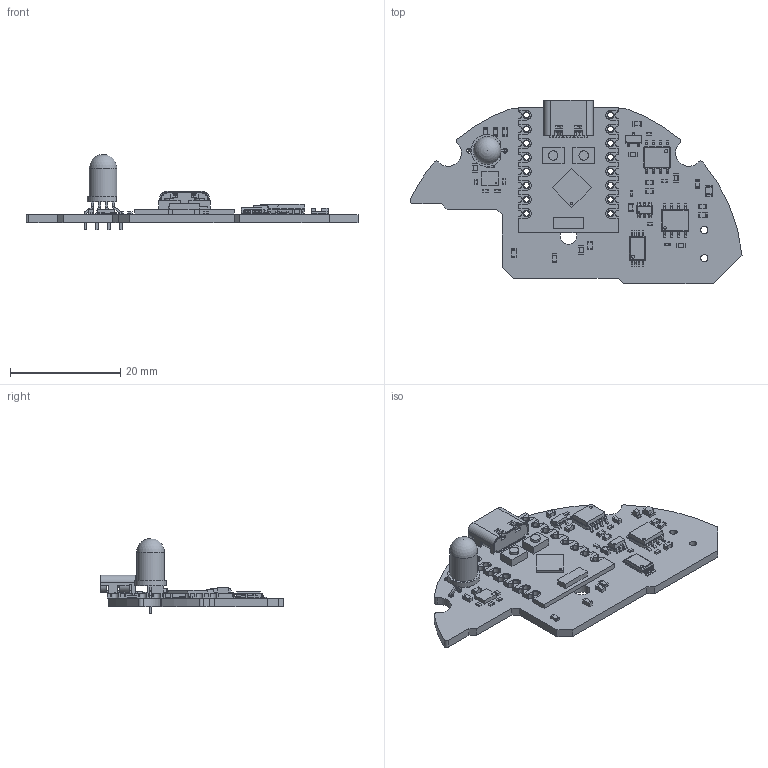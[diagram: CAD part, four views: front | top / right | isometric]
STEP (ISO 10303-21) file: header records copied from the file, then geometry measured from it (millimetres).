
FILE_DESCRIPTION(('KiCad electronic assembly'),'2;1');
FILE_NAME('PCB.step','2025-11-12T13:15:22',('Pcbnew'),('Kicad'), 'Open CASCADE STEP processor 7.9','KiCad to STEP converter','Unknown' );
FILE_SCHEMA(('AUTOMOTIVE_DESIGN { 1 0 10303 214 1 1 1 1 }'));
Length unit declared in the file: millimetre
Products named in the file (18): PCB 1; C_0603_1608Metric; R_0603_1608Metric; R_0402_1005Metric; SOT-23-6; LED_0805_2012Metric; Bosch_LGA-14_3x2.5mm_P0.5mm; LED_0603_1608Metric; TP4056--3DModel-STEP-56544; SOT-23; LED_D5.0mm-4_RGB_Wide_Pins; SOIC-8_3.9x4.9mm_P1.27mm; ESP32-C3 SuperMini--3DModel-STEP-56544; Board c3mini; USB C; components (other)^ESP32-C3 SuperMini; FS8205A--3DModel-STEP-56544; PCB_PCB
Assembly tree (41 placements, depth 3):
  PCB 1
    C_0603_1608Metric  x9
    R_0603_1608Metric  x9
    R_0402_1005Metric  x9
    SOT-23-6
    LED_0805_2012Metric
    Bosch_LGA-14_3x2.5mm_P0.5mm
    LED_0603_1608Metric
    TP4056--3DModel-STEP-56544
    SOT-23
    LED_D5.0mm-4_RGB_Wide_Pins
    SOIC-8_3.9x4.9mm_P1.27mm
    ESP32-C3 SuperMini--3DModel-STEP-56544
      Board c3mini
      USB C
      components (other)^ESP32-C3 SuperMini
    FS8205A--3DModel-STEP-56544
    PCB_PCB
Bounding box: 60.13 x 33.31 x 13.6 mm (x, y, z)
Volume: 2756.1 mm3; surface area: 5324 mm2
Topology: 85 solids, 85 shells, 2595 faces, 6850 edges, 4443 vertices
Faces by surface type: plane 1790, cylinder 739, bspline 52, cone 13, sphere 1
Full cylindrical faces by diameter (mm): 0.2 x1, 0.9 x4, 1 x16, 1.3 x2, 3 x1, 5 x1
Entity records: 67877 total; most frequent: CARTESIAN_POINT 11571, ORIENTED_EDGE 10369, DIRECTION 9883, EDGE_CURVE 5185, LINE 3973, VECTOR 3973, VERTEX_POINT 3355, AXIS2_PLACEMENT_3D 2955
